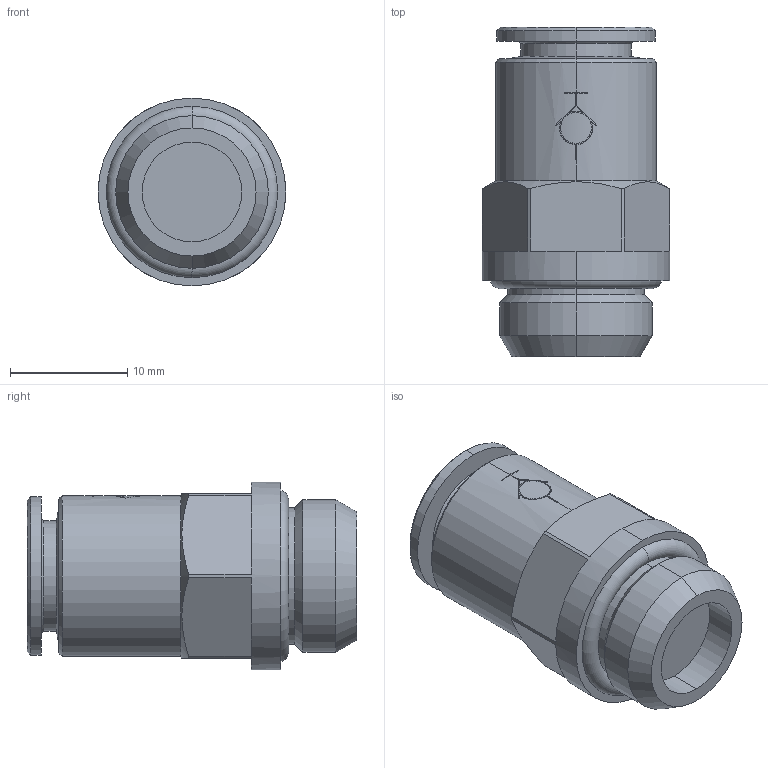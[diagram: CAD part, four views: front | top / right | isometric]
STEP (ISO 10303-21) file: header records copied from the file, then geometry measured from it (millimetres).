
FILE_DESCRIPTION(( 'MV.55.08.14.STEP' ), '1');
FILE_NAME( 'MV.55.08.14.STEP', '2019-06-20T08:48:48',( 'Sopra'),('sopra-pneumatic.com'), 'SwSTEP 2.0','SolidWorks 2009','' );
FILE_SCHEMA (( 'CONFIG_CONTROL_DESIGN' ));
Length unit declared in the file: millimetre
Products named in the file (1): 04450042
Bounding box: 16 x 28.1 x 16 mm (x, y, z)
Volume: 3026.2 mm3; surface area: 2279.8 mm2
Topology: 1 solids, 1 shells, 79 faces, 192 edges, 122 vertices
Faces by surface type: plane 37, cylinder 19, cone 16, bspline 5, torus 2
Entity records: 3085 total; most frequent: CARTESIAN_POINT 1171, ORIENTED_EDGE 384, DIRECTION 380, EDGE_CURVE 192, AXIS2_PLACEMENT_3D 147, VERTEX_POINT 122, EDGE_LOOP 86, VECTOR 86
